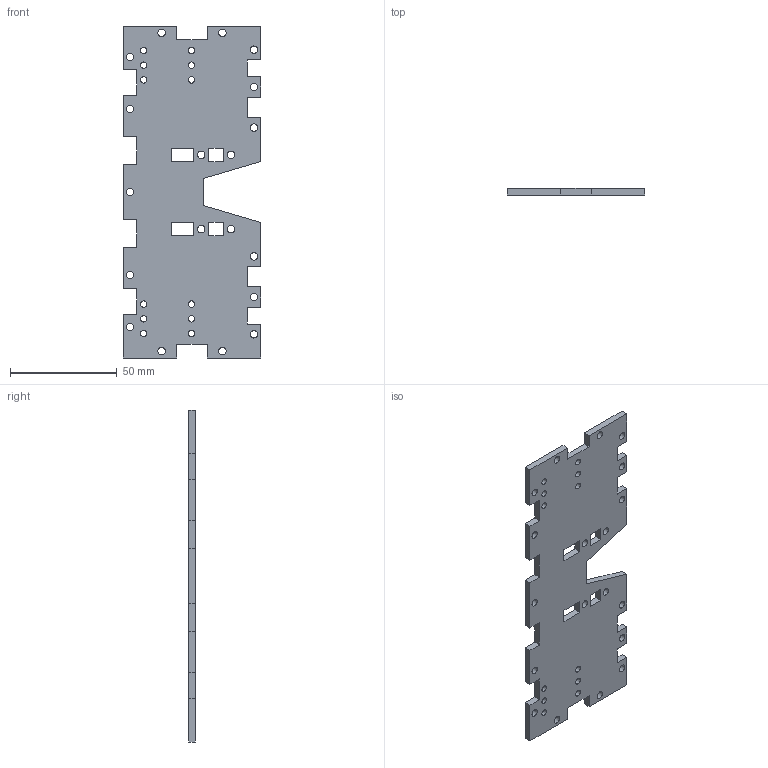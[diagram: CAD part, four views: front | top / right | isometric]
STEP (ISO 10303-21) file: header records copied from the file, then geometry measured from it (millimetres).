
FILE_DESCRIPTION(/* description */ (''),/* implementation_level */ '2;1');
FILE_NAME(/* name */ 'Bottom Plate TNS.stp',/* time_stamp */ '2021-08-26T13:59:47-04:00',/* author */ ('Esketitttttt'),/* organization */ (''),/* preprocessor_version */ 'ST-DEVELOPER v18.1',/* originating_system */ 'Autodesk Inventor 2022',/* authorisation */ '');
FILE_SCHEMA (('AUTOMOTIVE_DESIGN { 1 0 10303 214 3 1 1 }'));
Length unit declared in the file: inch
Products named in the file (1): Bottom Plate TNC
Bounding box: 64.34 x 3.17 x 155.51 mm (x, y, z)
Volume: 26172.5 mm3; surface area: 19819.5 mm2
Topology: 1 solids, 1 shells, 97 faces, 285 edges, 190 vertices
Faces by surface type: plane 66, cylinder 31
Full cylindrical faces by diameter (mm): 3 x12, 3.505 x19
Entity records: 3455 total; most frequent: CARTESIAN_POINT 573, ORIENTED_EDGE 570, DIRECTION 543, EDGE_CURVE 285, LINE 223, VECTOR 223, VERTEX_POINT 190, EDGE_LOOP 167
